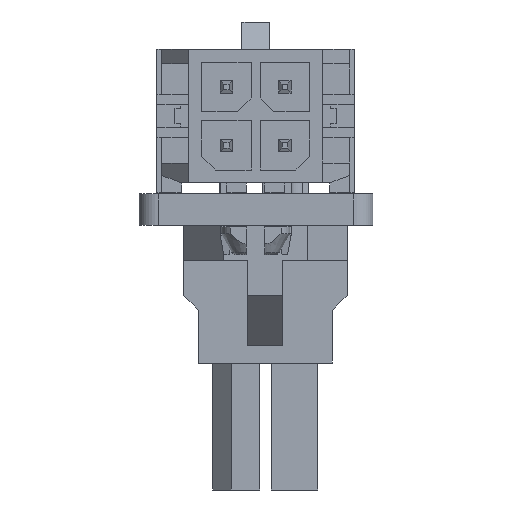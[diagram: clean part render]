
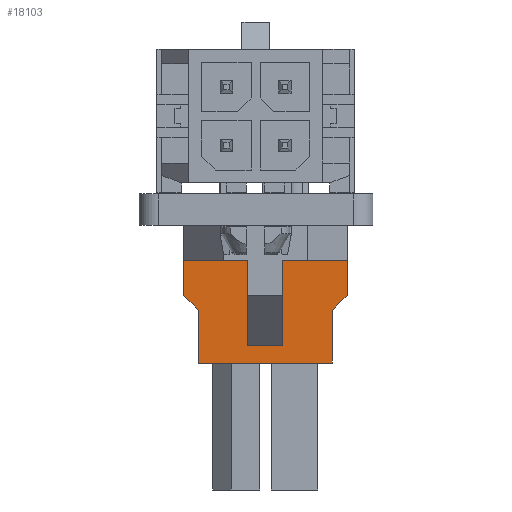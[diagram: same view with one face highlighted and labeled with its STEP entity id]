
A CAD part, left-side view. The second image highlights one B-rep face of the part: STEP entity #18103.
In plain terms, the highlighted planar face has unit normal (-1, 0, 0).
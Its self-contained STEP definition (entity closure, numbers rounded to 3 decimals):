
#13642=DIRECTION('',(0.,0.,1.));
#13643=VECTOR('',#13642,2.71);
#13644=CARTESIAN_POINT('',(-3.42,-3.43,4.37));
#13645=LINE('',#13644,#13643);
#13649=DIRECTION('',(0.,0.707,0.707));
#13650=VECTOR('',#13649,1.089);
#13651=CARTESIAN_POINT('',(-3.42,-4.2,3.6));
#13652=LINE('',#13651,#13650);
#13656=DIRECTION('',(0.,0.,1.));
#13657=VECTOR('',#13656,1.8);
#13658=CARTESIAN_POINT('',(-3.42,-4.2,1.8));
#13659=LINE('',#13658,#13657);
#13663=DIRECTION('',(0.,-1.,0.));
#13664=VECTOR('',#13663,3.3);
#13665=CARTESIAN_POINT('',(-3.42,-0.9,1.8));
#13666=LINE('',#13665,#13664);
#13670=DIRECTION('',(0.,0.,-1.));
#13671=VECTOR('',#13670,4.38);
#13672=CARTESIAN_POINT('',(-3.42,-0.9,6.18));
#13673=LINE('',#13672,#13671);
#13677=DIRECTION('',(0.,0.707,-0.707));
#13678=VECTOR('',#13677,1.089);
#13679=CARTESIAN_POINT('',(-3.42,3.43,4.37));
#13680=LINE('',#13679,#13678);
#13684=DIRECTION('',(0.,0.,-1.));
#13685=VECTOR('',#13684,2.71);
#13686=CARTESIAN_POINT('',(-3.42,3.43,7.08));
#13687=LINE('',#13686,#13685);
#13691=DIRECTION('',(0.,1.,0.));
#13692=VECTOR('',#13691,6.86);
#13693=CARTESIAN_POINT('',(-3.42,-3.43,7.08));
#13694=LINE('',#13693,#13692);
#13852=DIRECTION('',(0.,0.,-1.));
#13853=VECTOR('',#13852,4.38);
#13854=CARTESIAN_POINT('',(-3.42,0.9,6.18));
#13855=LINE('',#13854,#13853);
#13859=DIRECTION('',(0.,1.,0.));
#13860=VECTOR('',#13859,1.8);
#13861=CARTESIAN_POINT('',(-3.42,-0.9,6.18));
#13862=LINE('',#13861,#13860);
#13887=DIRECTION('',(0.,1.,0.));
#13888=VECTOR('',#13887,3.3);
#13889=CARTESIAN_POINT('',(-3.42,0.9,1.8));
#13890=LINE('',#13889,#13888);
#13915=DIRECTION('',(0.,0.,1.));
#13916=VECTOR('',#13915,1.8);
#13917=CARTESIAN_POINT('',(-3.42,4.2,1.8));
#13918=LINE('',#13917,#13916);
#14829=CARTESIAN_POINT('',(-3.42,3.43,7.08));
#14830=VERTEX_POINT('',#14829);
#14831=CARTESIAN_POINT('',(-3.42,-3.43,7.08));
#14832=VERTEX_POINT('',#14831);
#15033=CARTESIAN_POINT('',(-3.42,4.2,1.8));
#15034=VERTEX_POINT('',#15033);
#15039=CARTESIAN_POINT('',(-3.42,3.43,4.37));
#15040=VERTEX_POINT('',#15039);
#15051=CARTESIAN_POINT('',(-3.42,4.2,3.6));
#15053=VERTEX_POINT('',#15051);
#15059=CARTESIAN_POINT('',(-3.42,-4.2,3.6));
#15060=VERTEX_POINT('',#15059);
#15061=CARTESIAN_POINT('',(-3.42,-4.2,1.8));
#15062=VERTEX_POINT('',#15061);
#15073=CARTESIAN_POINT('',(-3.42,-3.43,4.37));
#15074=VERTEX_POINT('',#15073);
#15111=CARTESIAN_POINT('',(-3.42,0.9,6.18));
#15112=VERTEX_POINT('',#15111);
#15113=CARTESIAN_POINT('',(-3.42,-0.9,6.18));
#15114=VERTEX_POINT('',#15113);
#15125=CARTESIAN_POINT('',(-3.42,0.9,1.8));
#15126=VERTEX_POINT('',#15125);
#15127=CARTESIAN_POINT('',(-3.42,-0.9,1.8));
#15128=VERTEX_POINT('',#15127);
#18075=CARTESIAN_POINT('',(-3.42,-4.2,6.18));
#18076=DIRECTION('',(-1.,0.,0.));
#18077=DIRECTION('',(0.,0.,1.));
#18078=AXIS2_PLACEMENT_3D('',#18075,#18076,#18077);
#18079=PLANE('',#18078);
#18080=ORIENTED_EDGE('',*,*,#16609,.F.);
#18082=ORIENTED_EDGE('',*,*,#18081,.F.);
#18084=ORIENTED_EDGE('',*,*,#18083,.F.);
#18086=ORIENTED_EDGE('',*,*,#18085,.F.);
#18088=ORIENTED_EDGE('',*,*,#18087,.F.);
#18090=ORIENTED_EDGE('',*,*,#18089,.T.);
#18092=ORIENTED_EDGE('',*,*,#18091,.T.);
#18094=ORIENTED_EDGE('',*,*,#18093,.T.);
#18096=ORIENTED_EDGE('',*,*,#18095,.T.);
#18098=ORIENTED_EDGE('',*,*,#18097,.F.);
#18099=ORIENTED_EDGE('',*,*,#17926,.F.);
#18100=ORIENTED_EDGE('',*,*,#15414,.F.);
#18101=EDGE_LOOP('',(#18080,#18082,#18084,#18086,#18088,#18090,#18092,#18094,
#18096,#18098,#18099,#18100));
#18102=FACE_OUTER_BOUND('',#18101,.F.);
#15414=EDGE_CURVE('',#14832,#14830,#13694,.T.);
#16609=EDGE_CURVE('',#15074,#14832,#13645,.T.);
#17926=EDGE_CURVE('',#14830,#15040,#13687,.T.);
#18081=EDGE_CURVE('',#15060,#15074,#13652,.T.);
#18083=EDGE_CURVE('',#15062,#15060,#13659,.T.);
#18085=EDGE_CURVE('',#15128,#15062,#13666,.T.);
#18087=EDGE_CURVE('',#15114,#15128,#13673,.T.);
#18089=EDGE_CURVE('',#15114,#15112,#13862,.T.);
#18091=EDGE_CURVE('',#15112,#15126,#13855,.T.);
#18093=EDGE_CURVE('',#15126,#15034,#13890,.T.);
#18095=EDGE_CURVE('',#15034,#15053,#13918,.T.);
#18097=EDGE_CURVE('',#15040,#15053,#13680,.T.);
#18103=ADVANCED_FACE('',(#18102),#18079,.T.);
